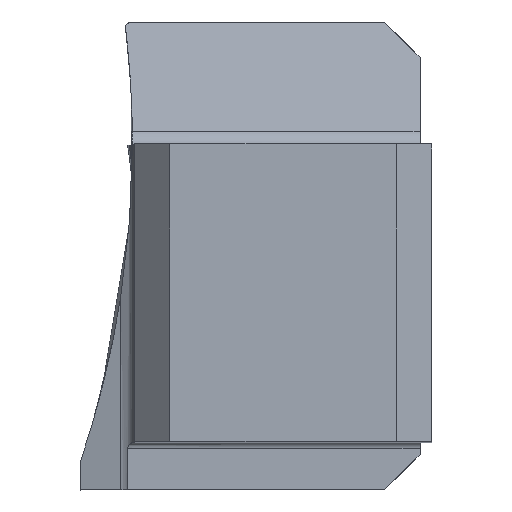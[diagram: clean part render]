
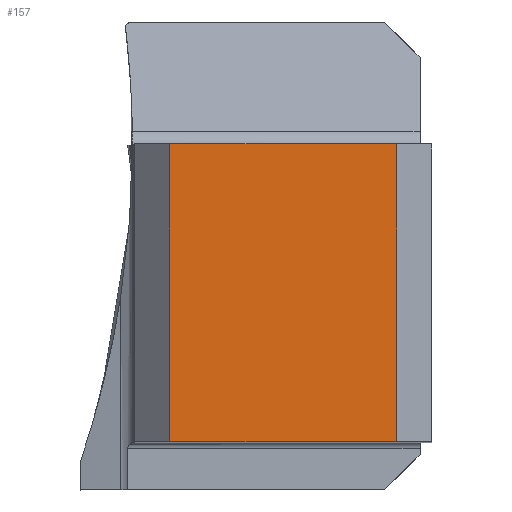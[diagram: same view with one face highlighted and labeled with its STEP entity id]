
A CAD part, top view. The second image highlights one B-rep face of the part: STEP entity #157.
In plain terms, the highlighted planar face has unit normal (0, 0, 1).
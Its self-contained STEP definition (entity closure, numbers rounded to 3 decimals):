
#117=PLANE('',#1325);
#157=ADVANCED_FACE('CU_BACK_SU1',(#237),#117,.F.);
#237=FACE_OUTER_BOUND('',#298,.T.);
#298=EDGE_LOOP('',(#651,#652,#653,#654));
#405=LINE('',#3189,#489);
#406=LINE('',#3192,#490);
#407=LINE('',#3194,#491);
#408=LINE('',#3196,#492);
#489=VECTOR('',#1486,1.);
#490=VECTOR('',#1487,1.);
#491=VECTOR('',#1488,1.);
#492=VECTOR('',#1489,1.);
#651=ORIENTED_EDGE('',*,*,#1069,.F.);
#652=ORIENTED_EDGE('',*,*,#1070,.T.);
#653=ORIENTED_EDGE('',*,*,#1071,.T.);
#654=ORIENTED_EDGE('',*,*,#1072,.F.);
#937=VERTEX_POINT('',#3190);
#938=VERTEX_POINT('',#3191);
#939=VERTEX_POINT('',#3193);
#940=VERTEX_POINT('',#3195);
#1069=EDGE_CURVE('',#937,#938,#405,.T.);
#1070=EDGE_CURVE('',#937,#939,#406,.T.);
#1071=EDGE_CURVE('',#939,#940,#407,.T.);
#1072=EDGE_CURVE('',#938,#940,#408,.T.);
#1325=AXIS2_PLACEMENT_3D('',#3197,#1490,#1491);
#1486=DIRECTION('',(0.,1.,0.));
#1487=DIRECTION('',(1.,0.,0.));
#1488=DIRECTION('',(0.,1.,0.));
#1489=DIRECTION('',(1.,0.,0.));
#1490=DIRECTION('',(0.,0.,-1.));
#1491=DIRECTION('',(-1.,0.,0.));
#3189=CARTESIAN_POINT('',(-22.325,0.,0.));
#3190=CARTESIAN_POINT('',(-22.325,0.,0.));
#3191=CARTESIAN_POINT('',(-22.325,25.325,0.));
#3192=CARTESIAN_POINT('',(-110.,0.,0.));
#3193=CARTESIAN_POINT('',(-3.,0.,0.));
#3194=CARTESIAN_POINT('',(-3.,0.,0.));
#3195=CARTESIAN_POINT('',(-3.,25.325,0.));
#3196=CARTESIAN_POINT('',(-110.,25.325,0.));
#3197=CARTESIAN_POINT('',(23.266,45.325,0.));
